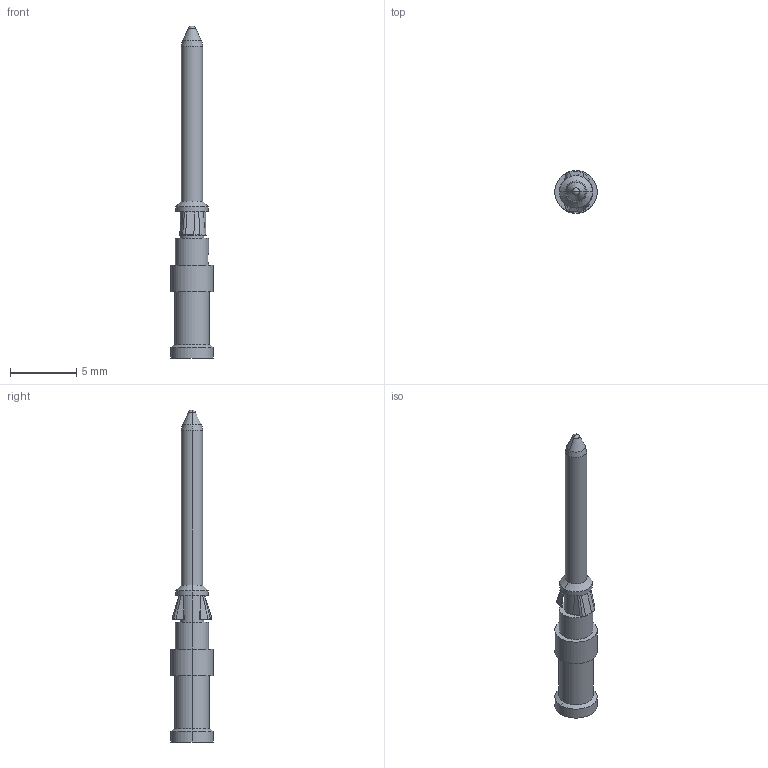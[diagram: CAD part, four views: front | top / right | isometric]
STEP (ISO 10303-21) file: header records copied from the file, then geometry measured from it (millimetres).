
FILE_DESCRIPTION((''),'2;1');
FILE_NAME('CDSM','2017-04-01T',('tl.yang'),(''),'PRO/ENGINEER BY PARAMETRIC TECHNOLOGY CORPORATION, 2011500','PRO/ENGINEER BY PARAMETRIC TECHNOLOGY CORPORATION, 2011500','');
FILE_SCHEMA(('CONFIG_CONTROL_DESIGN'));
Length unit declared in the file: millimetre
Products named in the file (1): CDSM
Bounding box: 3.2 x 3.2 x 25 mm (x, y, z)
Volume: 78.5 mm3; surface area: 228.6 mm2
Topology: 1 solids, 1 shells, 87 faces, 218 edges, 132 vertices
Faces by surface type: bspline 46, cylinder 18, plane 11, cone 10, sphere 2
Entity records: 4356 total; most frequent: CARTESIAN_POINT 2600, ORIENTED_EDGE 428, DIRECTION 225, EDGE_CURVE 214, VERTEX_POINT 132, B_SPLINE_CURVE_WITH_KNOTS 114, EDGE_LOOP 92, FACE_OUTER_BOUND 87
